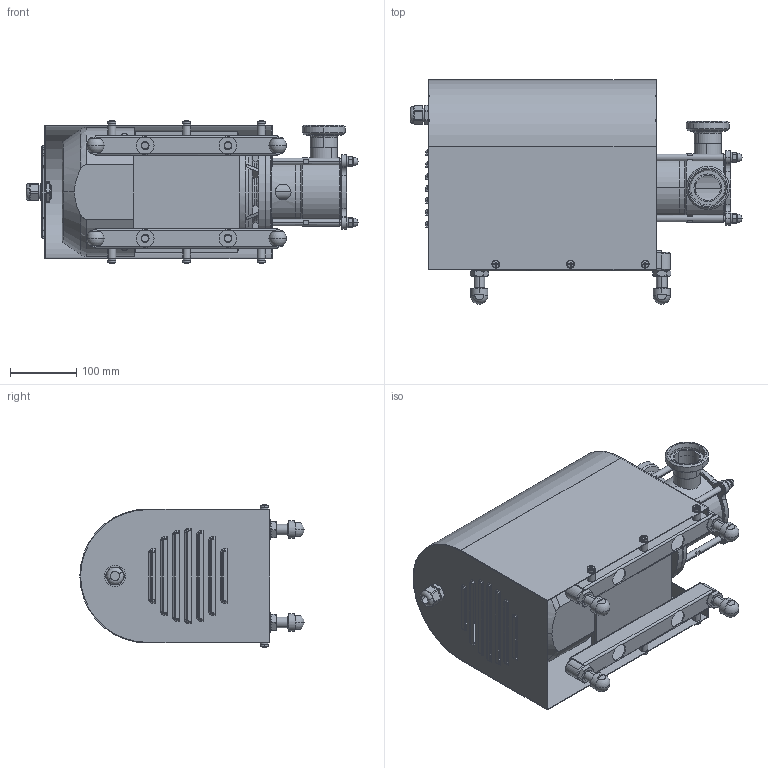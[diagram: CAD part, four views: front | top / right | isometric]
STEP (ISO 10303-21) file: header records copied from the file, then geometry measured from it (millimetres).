
FILE_DESCRIPTION (( 'STEP AP203' ), '1' );
FILE_NAME ('Pompa PWE.STEP', '2019-07-19T08:12:06', ( 'User' ), ( '' ), 'SwSTEP 2.0', 'SolidWorks 2010', '' );
FILE_SCHEMA (( 'CONFIG_CONTROL_DESIGN' ));
Length unit declared in the file: millimetre
Products named in the file (1): Pompa PWE
Bounding box: 500.5 x 338 x 214.74 mm (x, y, z)
Volume: 9264382.7 mm3; surface area: 1520959.2 mm2
Topology: 64 solids, 64 shells, 1979 faces, 4896 edges, 3066 vertices
Faces by surface type: plane 796, cylinder 630, cone 354, bspline 119, torus 44, sphere 36
Entity records: 68551 total; most frequent: CARTESIAN_POINT 21477, DIRECTION 9963, ORIENTED_EDGE 9704, EDGE_CURVE 4852, AXIS2_PLACEMENT_3D 3819, VERTEX_POINT 3050, VECTOR 2325, LINE 2325
